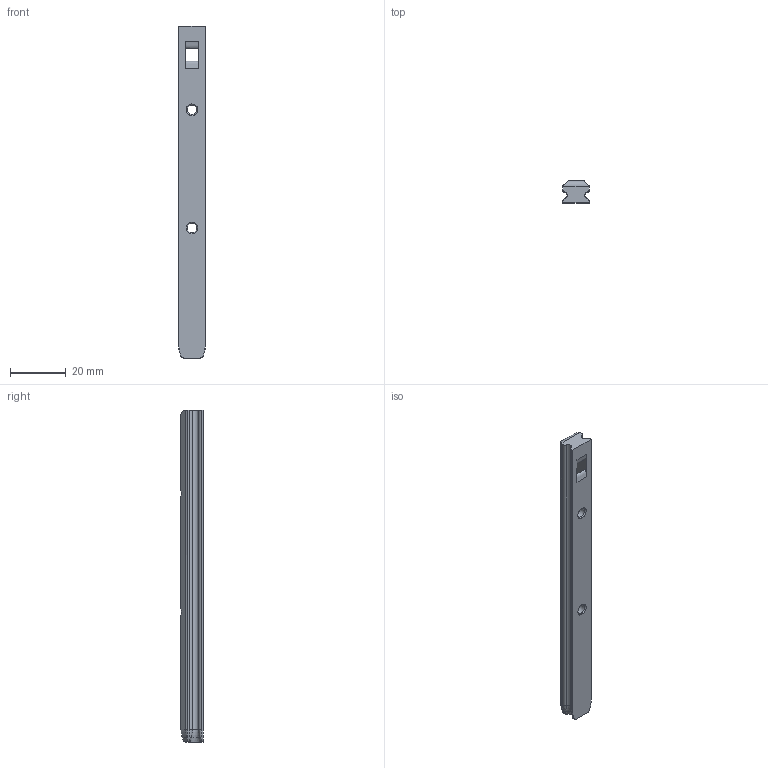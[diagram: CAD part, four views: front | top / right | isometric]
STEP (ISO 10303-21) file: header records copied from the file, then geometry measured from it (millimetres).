
FILE_DESCRIPTION(/* description */ (''),/* implementation_level */ '2;1');
FILE_NAME(/* name */ 'Base_rail.step',/* time_stamp */ '2025-11-01T00:09:01-07:00',/* author */ (''),/* organization */ (''),/* preprocessor_version */ 'ST-DEVELOPER v20.1',/* originating_system */ 'Autodesk Translation Framework v14.17.0.0',/* authorisation */ '');
FILE_SCHEMA (('AUTOMOTIVE_DESIGN { 1 0 10303 214 3 1 1 }'));
Length unit declared in the file: millimetre
Products named in the file (1): 2025-11-01-00-09-01-161
Bounding box: 9.6 x 7.9 x 118.8 mm (x, y, z)
Volume: 6858.4 mm3; surface area: 4688.2 mm2
Topology: 1 solids, 1 shells, 72 faces, 178 edges, 108 vertices
Faces by surface type: cylinder 25, plane 25, cone 12, bspline 8, torus 2
Full cylindrical faces by diameter (mm): 3.4 x2, 6 x2
Entity records: 2456 total; most frequent: CARTESIAN_POINT 711, DIRECTION 362, ORIENTED_EDGE 356, EDGE_CURVE 178, AXIS2_PLACEMENT_3D 137, VERTEX_POINT 108, LINE 88, VECTOR 88
